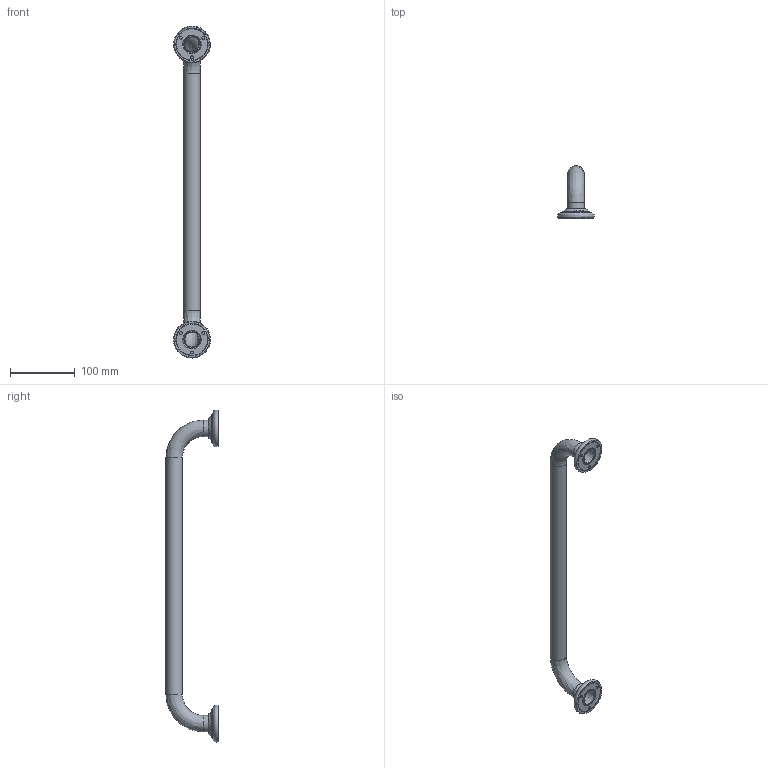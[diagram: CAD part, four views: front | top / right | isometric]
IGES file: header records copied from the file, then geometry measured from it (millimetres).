
Global section: file name: N9763-B; native system: Autodesk Inventor 2020; preprocessor: unknown; author: adaniels; date: 20211108.144449; units: millimetre
Bounding box: 56.94 x 80.68 x 514.09 mm (x, y, z)
Volume: 85210 mm3; surface area: 107740.9 mm2
Topology: 5 solids, 5 shells, 92 faces, 248 edges, 176 vertices
Faces by surface type: bspline 92
